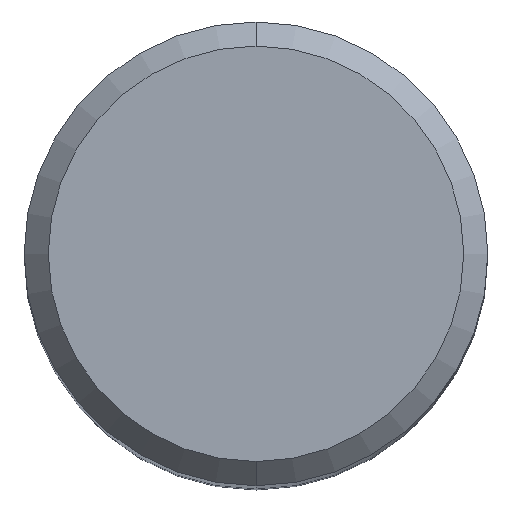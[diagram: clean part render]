
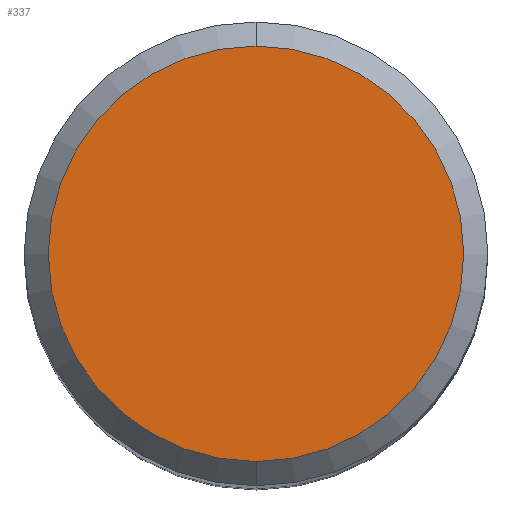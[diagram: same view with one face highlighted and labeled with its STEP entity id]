
A CAD part, top view. The second image highlights one B-rep face of the part: STEP entity #337.
In plain terms, the highlighted planar face has unit normal (0, 0, 1).
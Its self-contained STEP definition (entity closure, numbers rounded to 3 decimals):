
#159=EDGE_CURVE('',#255,#167,#392,.T.);
#167=VERTEX_POINT('',#400);
#215=EDGE_CURVE('',#167,#255,#455,.T.);
#255=VERTEX_POINT('',#499);
#337=ADVANCED_FACE('',(#593),#594,.T.);
#392=CIRCLE('',#648,4.3);
#400=CARTESIAN_POINT('',(0.,-4.3,0.));
#455=CIRCLE('',#728,4.3);
#499=CARTESIAN_POINT('',(0.0,4.3,0.));
#593=FACE_OUTER_BOUND('',#910,.T.);
#594=PLANE('',#911);
#648=AXIS2_PLACEMENT_3D('',#958,#959,#960);
#728=AXIS2_PLACEMENT_3D('',#1036,#1037,#1038);
#910=EDGE_LOOP('',(#1220,#1221));
#911=AXIS2_PLACEMENT_3D('',#1222,#1223,#1224);
#958=CARTESIAN_POINT('',(0.0,0.0,0.));
#959=DIRECTION('',(0.0,0.0,-1.0));
#960=DIRECTION('',(0.0,1.0,0.0));
#1036=CARTESIAN_POINT('',(0.0,0.0,0.));
#1037=DIRECTION('',(0.0,0.0,-1.0));
#1038=DIRECTION('',(0.0,1.0,0.0));
#1220=ORIENTED_EDGE('',*,*,#159,.F.);
#1221=ORIENTED_EDGE('',*,*,#215,.F.);
#1222=CARTESIAN_POINT('',(0.0,2.15,0.));
#1223=DIRECTION('',(-0.0,0.0,1.0));
#1224=DIRECTION('',(0.0,-1.0,0.0));
